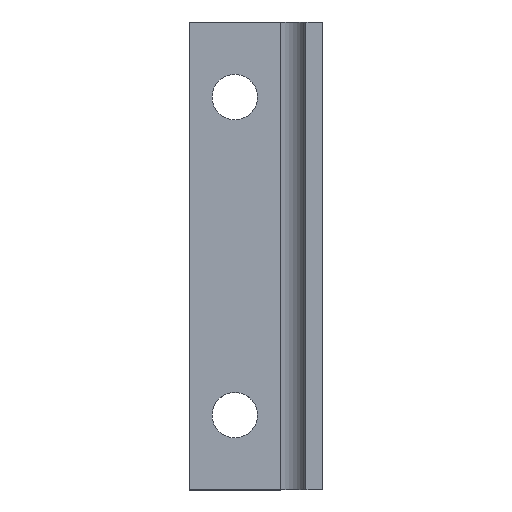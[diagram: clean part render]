
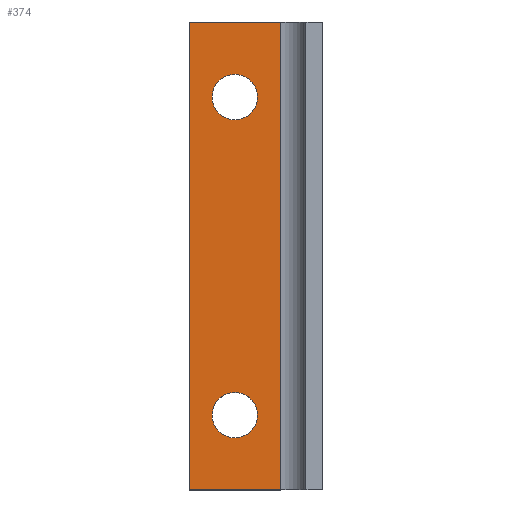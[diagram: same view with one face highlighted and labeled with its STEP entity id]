
A CAD part, top view. The second image highlights one B-rep face of the part: STEP entity #374.
In plain terms, the highlighted planar face has unit normal (0, 0, 1).
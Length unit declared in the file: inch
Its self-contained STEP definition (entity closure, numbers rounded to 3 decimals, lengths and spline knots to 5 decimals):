
#90=CARTESIAN_POINT('',(0.51,2.94,0.125));
#91=VERTEX_POINT('',#90);
#92=CARTESIAN_POINT('',(0.34,2.94,0.125));
#93=DIRECTION('',(0.0,0.0,-1.0));
#94=DIRECTION('',(-1.0,0.0,0.0));
#95=AXIS2_PLACEMENT_3D('',#92,#93,#94);
#96=CIRCLE('',#95,0.17);
#97=EDGE_CURVE('',#91,#91,#96,.T.);
#118=CARTESIAN_POINT('',(0.51,0.56,0.125));
#119=VERTEX_POINT('',#118);
#120=CARTESIAN_POINT('',(0.34,0.56,0.125));
#121=DIRECTION('',(0.0,0.0,-1.0));
#122=DIRECTION('',(-1.0,0.0,0.0));
#123=AXIS2_PLACEMENT_3D('',#120,#121,#122);
#124=CIRCLE('',#123,0.17);
#125=EDGE_CURVE('',#119,#119,#124,.T.);
#210=CARTESIAN_POINT('',(0.68259,0.0,0.125));
#211=VERTEX_POINT('',#210);
#244=CARTESIAN_POINT('',(0.68259,3.50049,0.125));
#245=VERTEX_POINT('',#244);
#298=CARTESIAN_POINT('',(0.68259,0.0,0.125));
#299=DIRECTION('',(0.0,1.0,0.0));
#300=VECTOR('',#299,3.50049);
#301=LINE('',#298,#300);
#302=EDGE_CURVE('',#211,#245,#301,.T.);
#328=CARTESIAN_POINT('',(0.0,3.50049,0.125));
#329=VERTEX_POINT('',#328);
#336=CARTESIAN_POINT('',(0.0,3.50049,0.125));
#337=DIRECTION('',(1.0,0.0,0.0));
#338=VECTOR('',#337,0.68259);
#339=LINE('',#336,#338);
#340=EDGE_CURVE('',#329,#245,#339,.T.);
#345=CARTESIAN_POINT('',(0.87502,1.75024,0.125));
#346=DIRECTION('',(0.0,0.0,1.0));
#347=DIRECTION('',(1.0,0.0,0.0));
#348=AXIS2_PLACEMENT_3D('',#345,#346,#347);
#349=PLANE('',#348);
#350=ORIENTED_EDGE('',*,*,#302,.T.);
#351=ORIENTED_EDGE('',*,*,#340,.F.);
#352=CARTESIAN_POINT('',(0.0,0.0,0.125));
#353=VERTEX_POINT('',#352);
#354=CARTESIAN_POINT('',(0.0,0.0,0.125));
#355=DIRECTION('',(0.0,1.0,0.0));
#356=VECTOR('',#355,3.50049);
#357=LINE('',#354,#356);
#358=EDGE_CURVE('',#353,#329,#357,.T.);
#359=ORIENTED_EDGE('',*,*,#358,.F.);
#360=CARTESIAN_POINT('',(0.68259,0.0,0.125));
#361=DIRECTION('',(-1.0,0.0,0.0));
#362=VECTOR('',#361,0.68259);
#363=LINE('',#360,#362);
#364=EDGE_CURVE('',#211,#353,#363,.T.);
#365=ORIENTED_EDGE('',*,*,#364,.F.);
#366=EDGE_LOOP('',(#350,#351,#359,#365));
#367=FACE_OUTER_BOUND('',#366,.T.);
#368=ORIENTED_EDGE('',*,*,#97,.T.);
#369=EDGE_LOOP('',(#368));
#370=FACE_BOUND('',#369,.T.);
#371=ORIENTED_EDGE('',*,*,#125,.T.);
#372=EDGE_LOOP('',(#371));
#373=FACE_BOUND('',#372,.T.);
#374=ADVANCED_FACE('',(#367,#370,#373),#349,.T.);
